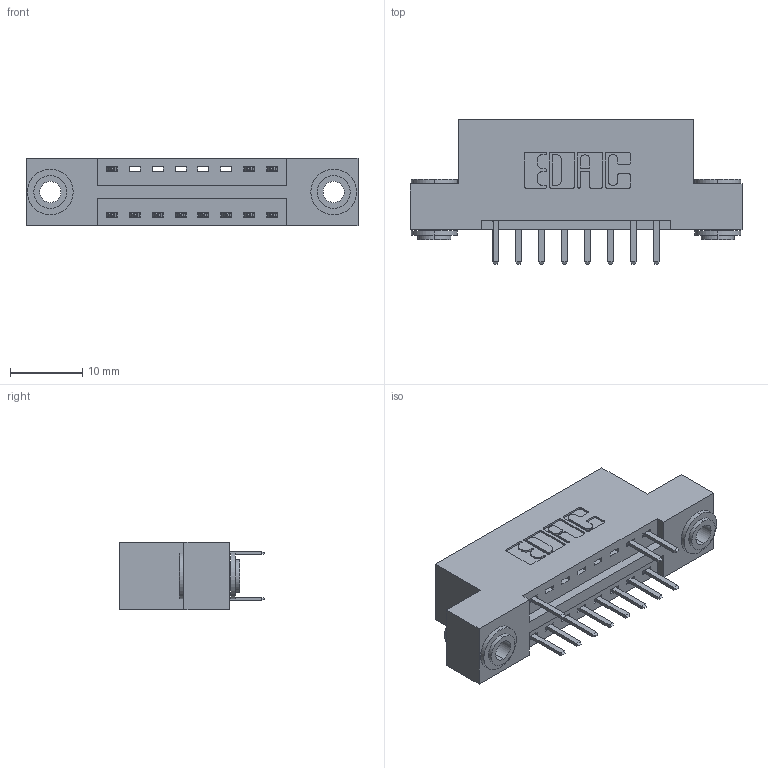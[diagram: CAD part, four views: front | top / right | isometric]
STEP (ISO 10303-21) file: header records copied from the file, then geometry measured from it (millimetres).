
FILE_DESCRIPTION (( 'STEP AP203' ), '1' );
FILE_NAME ('346-016-520-203.STEP', '2018-08-20T03:33:34', ( '' ), ( '' ), 'SwSTEP 2.0', 'SolidWorks 2016', '' );
FILE_SCHEMA (( 'CONFIG_CONTROL_DESIGN' ));
Length unit declared in the file: inch
Products named in the file (4): 346-016-520-203; 346 Part_Flush Mounting Lugs - 0.156 Dia-TH; 345-292-001_345-293-120; 345-250-002_345-250-002-102
Assembly tree (14 placements, depth 2):
  346-016-520-203
    346 Part_Flush Mounting Lugs - 0.156 Dia-TH
    345-292-001_345-293-120  x11
    345-250-002_345-250-002-102  x2
Bounding box: 45.97 x 20.02 x 9.4 mm (x, y, z)
Volume: 4188.5 mm3; surface area: 5166.4 mm2
Topology: 14 solids, 14 shells, 806 faces, 2303 edges, 1502 vertices
Faces by surface type: plane 518, cylinder 280, cone 8
Entity records: 10402 total; most frequent: CARTESIAN_POINT 1770, ORIENTED_EDGE 1690, DIRECTION 1625, EDGE_CURVE 845, LINE 653, VECTOR 653, VERTEX_POINT 558, AXIS2_PLACEMENT_3D 486
